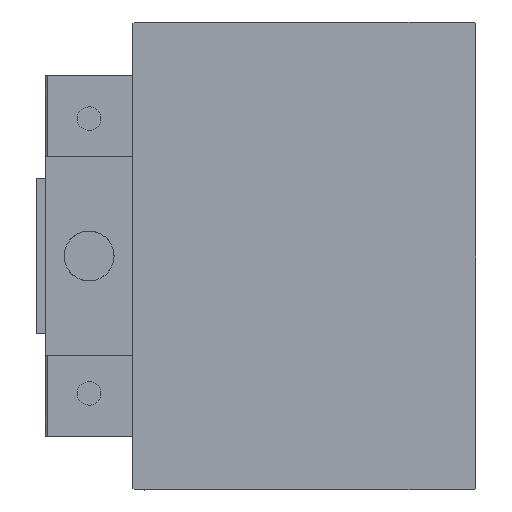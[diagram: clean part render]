
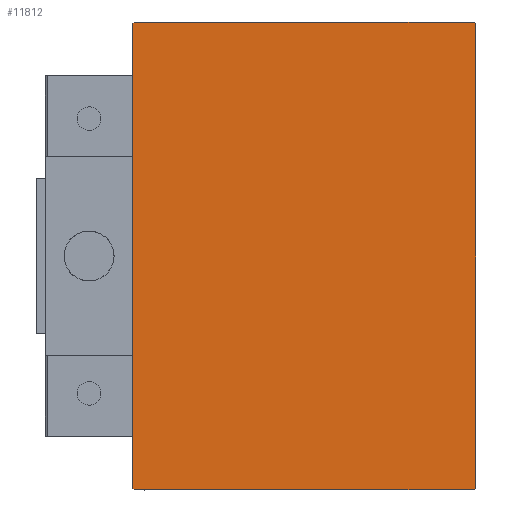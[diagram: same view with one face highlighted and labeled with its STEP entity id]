
A CAD part, left-side view. The second image highlights one B-rep face of the part: STEP entity #11812.
In plain terms, the highlighted face is planar.
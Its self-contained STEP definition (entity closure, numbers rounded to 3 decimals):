
#2741 = VECTOR ( 'NONE', #43838, 1000. ) ;
#2767 = VERTEX_POINT ( 'NONE', #21881 ) ;
#3323 = LINE ( 'NONE', #7648, #31926 ) ;
#3601 = FACE_OUTER_BOUND ( 'NONE', #36204, .T. ) ;
#4092 = LINE ( 'NONE', #24838, #31271 ) ;
#4764 = EDGE_CURVE ( 'NONE', #21712, #46236, #9278, .T. ) ;
#5234 = VERTEX_POINT ( 'NONE', #14255 ) ;
#5306 = CARTESIAN_POINT ( 'NONE',  ( 135., 27.5, -37.2 ) ) ;
#5820 = ORIENTED_EDGE ( 'NONE', *, *, #20438, .T. ) ;
#6458 = CARTESIAN_POINT ( 'NONE',  ( 135., -27.2, -37.5 ) ) ;
#7027 = VERTEX_POINT ( 'NONE', #10365 ) ;
#7648 = CARTESIAN_POINT ( 'NONE',  ( 135., 32.35, -32.35 ) ) ;
#8393 = DIRECTION ( 'NONE',  ( 0., 0., -1. ) ) ;
#8776 = CARTESIAN_POINT ( 'NONE',  ( 135., 27.5, -37.5 ) ) ;
#9278 = LINE ( 'NONE', #8776, #21068 ) ;
#10365 = CARTESIAN_POINT ( 'NONE',  ( 135., -27.5, -37.2 ) ) ;
#10700 = EDGE_CURVE ( 'NONE', #32054, #31418, #4092, .T. ) ;
#11812 = ADVANCED_FACE ( 'NONE', ( #3601 ), #22578, .T. ) ;
#14255 = CARTESIAN_POINT ( 'NONE',  ( 135., 27.2, 37.5 ) ) ;
#14740 = CARTESIAN_POINT ( 'NONE',  ( 135., -27.5, 37.2 ) ) ;
#15099 = DIRECTION ( 'NONE',  ( 0., 0.707, -0.707 ) ) ;
#15478 = ORIENTED_EDGE ( 'NONE', *, *, #28808, .T. ) ;
#15873 = ORIENTED_EDGE ( 'NONE', *, *, #17849, .T. ) ;
#16145 = CARTESIAN_POINT ( 'NONE',  ( 135., 27.5, 37.5 ) ) ;
#16545 = EDGE_CURVE ( 'NONE', #7027, #32054, #35358, .T. ) ;
#16576 = LINE ( 'NONE', #20442, #24101 ) ;
#17469 = DIRECTION ( 'NONE',  ( 0., 0., 1. ) ) ;
#17849 = EDGE_CURVE ( 'NONE', #46236, #5234, #40244, .T. ) ;
#18174 = AXIS2_PLACEMENT_3D ( 'NONE', #41815, #19231, #38714 ) ;
#19051 = VECTOR ( 'NONE', #15099, 1000. ) ;
#19231 = DIRECTION ( 'NONE',  ( 1., 0., 0. ) ) ;
#19466 = ORIENTED_EDGE ( 'NONE', *, *, #10700, .T. ) ;
#20438 = EDGE_CURVE ( 'NONE', #45716, #7027, #16576, .T. ) ;
#20442 = CARTESIAN_POINT ( 'NONE',  ( 135., -27.5, 37.5 ) ) ;
#20518 = DIRECTION ( 'NONE',  ( 0., -1., 0. ) ) ;
#21068 = VECTOR ( 'NONE', #17469, 1000. ) ;
#21712 = VERTEX_POINT ( 'NONE', #5306 ) ;
#21881 = CARTESIAN_POINT ( 'NONE',  ( 135., -27.2, 37.5 ) ) ;
#22578 = PLANE ( 'NONE',  #18174 ) ;
#23346 = ORIENTED_EDGE ( 'NONE', *, *, #16545, .T. ) ;
#24101 = VECTOR ( 'NONE', #8393, 1000. ) ;
#24689 = VECTOR ( 'NONE', #28680, 1000. ) ;
#24838 = CARTESIAN_POINT ( 'NONE',  ( 135., -27.5, -37.5 ) ) ;
#27702 = LINE ( 'NONE', #16145, #40623 ) ;
#28680 = DIRECTION ( 'NONE',  ( 0., -0.707, -0.707 ) ) ;
#28808 = EDGE_CURVE ( 'NONE', #5234, #2767, #27702, .T. ) ;
#31271 = VECTOR ( 'NONE', #33288, 1000. ) ;
#31418 = VERTEX_POINT ( 'NONE', #50553 ) ;
#31926 = VECTOR ( 'NONE', #46882, 1000. ) ;
#32054 = VERTEX_POINT ( 'NONE', #6458 ) ;
#32553 = CARTESIAN_POINT ( 'NONE',  ( 135., 32.35, 32.35 ) ) ;
#33288 = DIRECTION ( 'NONE',  ( 0., 1., 0. ) ) ;
#35346 = CARTESIAN_POINT ( 'NONE',  ( 135., 27.5, 37.2 ) ) ;
#35358 = LINE ( 'NONE', #35609, #19051 ) ;
#35609 = CARTESIAN_POINT ( 'NONE',  ( 135., -32.35, -32.35 ) ) ;
#36204 = EDGE_LOOP ( 'NONE', ( #19466, #45129, #45105, #15873, #15478, #38972, #5820, #23346 ) ) ;
#37286 = EDGE_CURVE ( 'NONE', #31418, #21712, #3323, .T. ) ;
#37922 = EDGE_CURVE ( 'NONE', #2767, #45716, #41238, .T. ) ;
#38714 = DIRECTION ( 'NONE',  ( 0., 0., -1. ) ) ;
#38972 = ORIENTED_EDGE ( 'NONE', *, *, #37922, .T. ) ;
#40219 = CARTESIAN_POINT ( 'NONE',  ( 135., -32.35, 32.35 ) ) ;
#40244 = LINE ( 'NONE', #32553, #2741 ) ;
#40623 = VECTOR ( 'NONE', #20518, 1000. ) ;
#41238 = LINE ( 'NONE', #40219, #24689 ) ;
#41815 = CARTESIAN_POINT ( 'NONE',  ( 135., 0., 0. ) ) ;
#43838 = DIRECTION ( 'NONE',  ( 0., -0.707, 0.707 ) ) ;
#45105 = ORIENTED_EDGE ( 'NONE', *, *, #4764, .T. ) ;
#45129 = ORIENTED_EDGE ( 'NONE', *, *, #37286, .T. ) ;
#45716 = VERTEX_POINT ( 'NONE', #14740 ) ;
#46236 = VERTEX_POINT ( 'NONE', #35346 ) ;
#46882 = DIRECTION ( 'NONE',  ( 0., 0.707, 0.707 ) ) ;
#50553 = CARTESIAN_POINT ( 'NONE',  ( 135., 27.2, -37.5 ) ) ;
